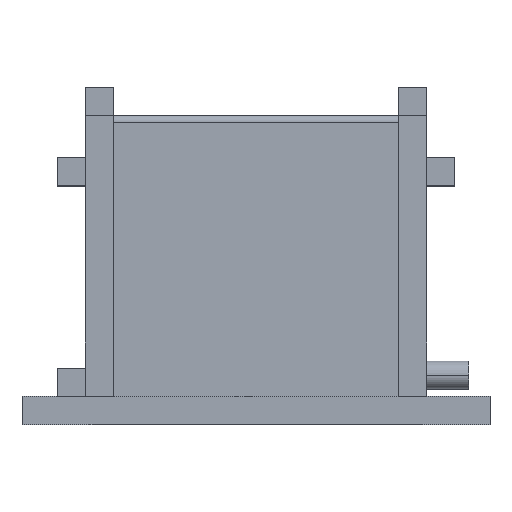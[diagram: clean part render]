
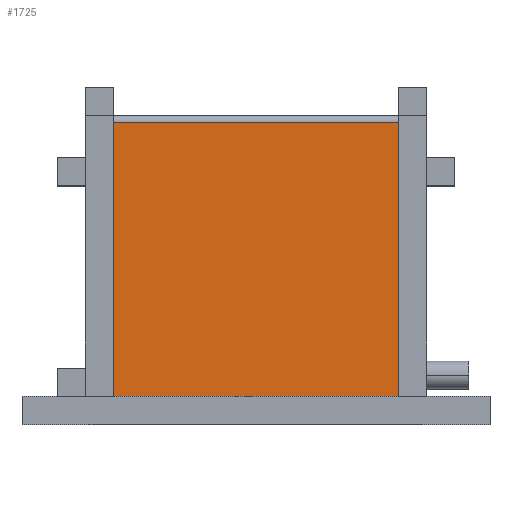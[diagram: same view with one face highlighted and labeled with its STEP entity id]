
A CAD part, top view. The second image highlights one B-rep face of the part: STEP entity #1725.
In plain terms, the highlighted face is planar.
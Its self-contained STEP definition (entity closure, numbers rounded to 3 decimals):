
#78 = DIRECTION ( 'NONE',  ( 1., 0., 0. ) ) ;
#113 = LINE ( 'NONE', #298, #1199 ) ;
#125 = CARTESIAN_POINT ( 'NONE',  ( 0., 5., 0. ) ) ;
#298 = CARTESIAN_POINT ( 'NONE',  ( 0., 215., 0. ) ) ;
#301 = ORIENTED_EDGE ( 'NONE', *, *, #566, .T. ) ;
#318 = ORIENTED_EDGE ( 'NONE', *, *, #1823, .T. ) ;
#357 = ORIENTED_EDGE ( 'NONE', *, *, #1176, .T. ) ;
#360 = FACE_OUTER_BOUND ( 'NONE', #1189, .T. ) ;
#415 = CARTESIAN_POINT ( 'NONE',  ( 0., 220., -238.5 ) ) ;
#421 = DIRECTION ( 'NONE',  ( 0., 0., -1. ) ) ;
#535 = DIRECTION ( 'NONE',  ( 0., 0., -1. ) ) ;
#566 = EDGE_CURVE ( 'NONE', #884, #725, #841, .T. ) ;
#571 = DIRECTION ( 'NONE',  ( 0., -1., 0. ) ) ;
#720 = VERTEX_POINT ( 'NONE', #998 ) ;
#725 = VERTEX_POINT ( 'NONE', #1598 ) ;
#732 = CARTESIAN_POINT ( 'NONE',  ( 0., 215., -5. ) ) ;
#748 = AXIS2_PLACEMENT_3D ( 'NONE', #939, #78, #535 ) ;
#841 = LINE ( 'NONE', #125, #1711 ) ;
#884 = VERTEX_POINT ( 'NONE', #1365 ) ;
#939 = CARTESIAN_POINT ( 'NONE',  ( 0., 220., 0. ) ) ;
#966 = VERTEX_POINT ( 'NONE', #732 ) ;
#998 = CARTESIAN_POINT ( 'NONE',  ( 0., 215., -238.5 ) ) ;
#1012 = LINE ( 'NONE', #1608, #1047 ) ;
#1047 = VECTOR ( 'NONE', #1305, 1000. ) ;
#1176 = EDGE_CURVE ( 'NONE', #725, #966, #1012, .T. ) ;
#1189 = EDGE_LOOP ( 'NONE', ( #1828, #301, #357, #318 ) ) ;
#1199 = VECTOR ( 'NONE', #421, 1000. ) ;
#1287 = EDGE_CURVE ( 'NONE', #720, #884, #1440, .T. ) ;
#1305 = DIRECTION ( 'NONE',  ( 0., 1., 0. ) ) ;
#1365 = CARTESIAN_POINT ( 'NONE',  ( 0., 5., -238.5 ) ) ;
#1440 = LINE ( 'NONE', #415, #1714 ) ;
#1598 = CARTESIAN_POINT ( 'NONE',  ( 0., 5., -5. ) ) ;
#1608 = CARTESIAN_POINT ( 'NONE',  ( 0., 220., -5. ) ) ;
#1711 = VECTOR ( 'NONE', #1729, 1000. ) ;
#1714 = VECTOR ( 'NONE', #571, 1000. ) ;
#1725 = ADVANCED_FACE ( 'NONE', ( #360 ), #1802, .F. ) ;
#1729 = DIRECTION ( 'NONE',  ( 0., 0., 1. ) ) ;
#1802 = PLANE ( 'NONE',  #748 ) ;
#1823 = EDGE_CURVE ( 'NONE', #966, #720, #113, .T. ) ;
#1828 = ORIENTED_EDGE ( 'NONE', *, *, #1287, .T. ) ;
